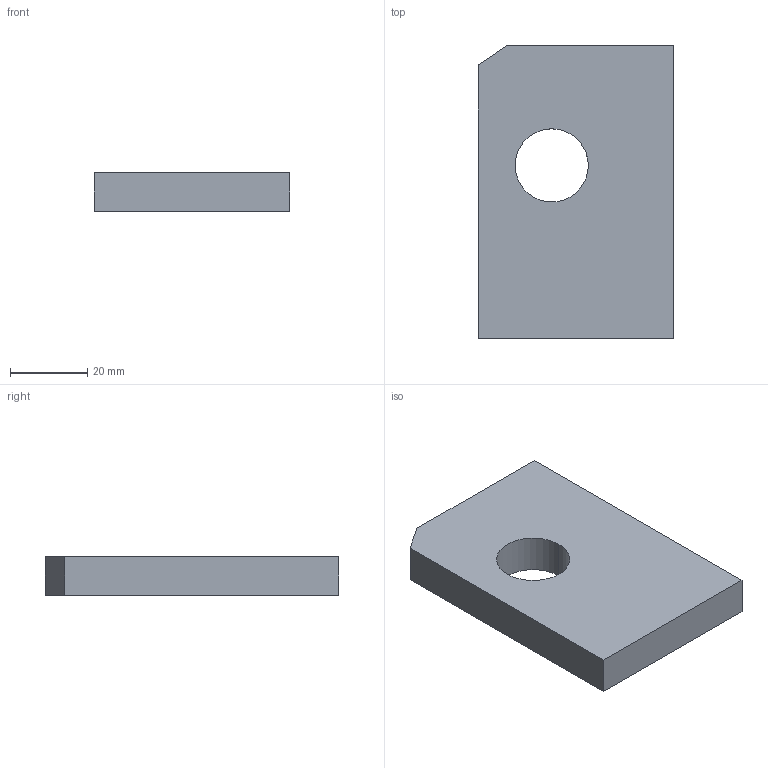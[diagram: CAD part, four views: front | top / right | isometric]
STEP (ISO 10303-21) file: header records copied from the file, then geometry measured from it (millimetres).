
FILE_DESCRIPTION(/* description */ ('PTC Creo STEP','CAx-IF Rec.Pracs.---Representation and Presentation of Product Manufacturing Information (PMI)---4.0---2014-10-13','CAx-IF Rec.Pracs.---Persistent IDs---1.00---2023-11-28'),'2;1');
FILE_NAME('CREO903_PLATE_W_HOLE_UUIDS_REV_0-3','2025-03-24T22:48:50+00:00',('rla3'),('','NIST manually updated each record containing V5_UUID_ATTRIBUTE to insert UUID_SET_ITEM in that record. No other modifications were made to the data set. The version of of 442 was updated to the AP 242 ed4 FDIS version (7).'),'CREO PARAMETRIC BY PTC INC, 2022414','CREO PARAMETRIC BY PTC INC, 2022414','');
FILE_SCHEMA(('AP242_MANAGED_MODEL_BASED_3D_ENGINEERING_MIM_LF { 1 0 10303 442 7 1 4 }'));
Length unit declared in the file: millimetre
Products named in the file (1): CREO903_PLATE_W_HOLE_UUIDS_REV_0-3
Bounding box: 50.8 x 76.2 x 10 mm (x, y, z)
Volume: 35680.5 mm3; surface area: 10237.5 mm2
Topology: 1 solids, 1 shells, 9 faces, 21 edges, 14 vertices
Faces by surface type: plane 7, cylinder 2
Entity records: 2765 total; most frequent: CARTESIAN_POINT 2177, DIRECTION 74, POLYLINE 71, V5_UUID_ATTRIBUTE 54, ORIENTED_EDGE 42, AXIS2_PLACEMENT_3D 28, EDGE_CURVE 21, VECTOR 18
